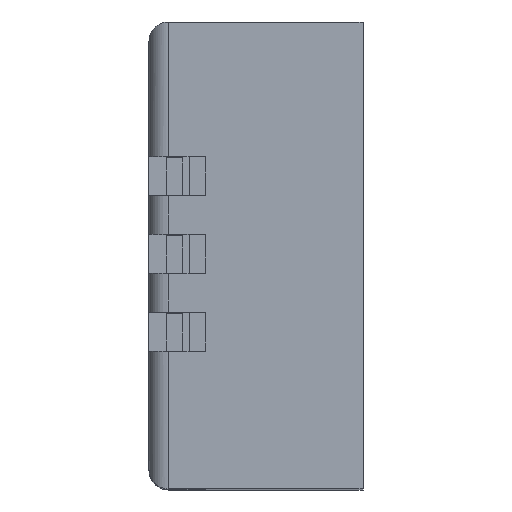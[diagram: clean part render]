
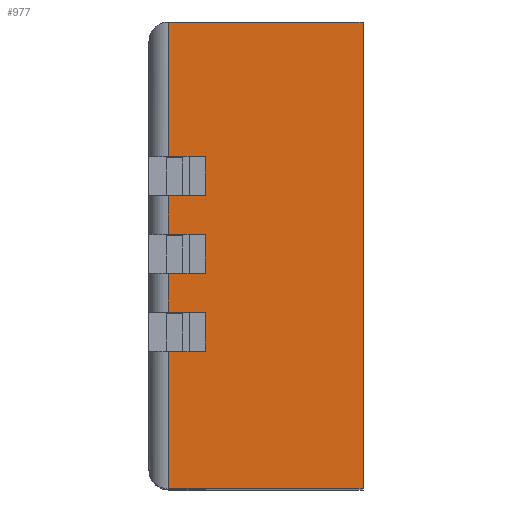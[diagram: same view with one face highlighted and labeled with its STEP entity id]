
A CAD part, top view. The second image highlights one B-rep face of the part: STEP entity #977.
In plain terms, the highlighted planar face has unit normal (0, 0, 1).
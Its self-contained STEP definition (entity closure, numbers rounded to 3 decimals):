
#343 = VERTEX_POINT('',#344);
#344 = CARTESIAN_POINT('',(-2.75,2.19,15.5));
#350 = EDGE_CURVE('',#343,#351,#353,.T.);
#351 = VERTEX_POINT('',#352);
#352 = CARTESIAN_POINT('',(2.25,2.19,15.5));
#353 = LINE('',#354,#355);
#354 = CARTESIAN_POINT('',(-3.25,2.19,15.5));
#355 = VECTOR('',#356,1.);
#356 = DIRECTION('',(1.,0.,0.));
#406 = EDGE_CURVE('',#351,#407,#409,.T.);
#407 = VERTEX_POINT('',#408);
#408 = CARTESIAN_POINT('',(2.25,-9.81,15.5));
#409 = LINE('',#410,#411);
#410 = CARTESIAN_POINT('',(2.25,2.19,15.5));
#411 = VECTOR('',#412,1.);
#412 = DIRECTION('',(0.,-1.,0.));
#439 = EDGE_CURVE('',#407,#440,#442,.T.);
#440 = VERTEX_POINT('',#441);
#441 = CARTESIAN_POINT('',(-2.75,-9.81,15.5));
#442 = LINE('',#443,#444);
#443 = CARTESIAN_POINT('',(2.25,-9.81,15.5));
#444 = VECTOR('',#445,1.);
#445 = DIRECTION('',(-1.,0.,0.));
#977 = ADVANCED_FACE('',(#978),#1133,.F.);
#978 = FACE_BOUND('',#979,.F.);
#979 = EDGE_LOOP('',(#980,#988,#989,#990,#991,#999,#1007,#1015,#1023,
    #1031,#1039,#1047,#1055,#1063,#1071,#1079,#1087,#1095,#1103,#1111,
    #1119,#1127));
#980 = ORIENTED_EDGE('',*,*,#981,.T.);
#981 = EDGE_CURVE('',#982,#343,#984,.T.);
#982 = VERTEX_POINT('',#983);
#983 = CARTESIAN_POINT('',(-2.75,-1.27,15.5));
#984 = LINE('',#985,#986);
#985 = CARTESIAN_POINT('',(-2.75,-9.81,15.5));
#986 = VECTOR('',#987,1.);
#987 = DIRECTION('',(0.,1.,0.));
#988 = ORIENTED_EDGE('',*,*,#350,.T.);
#989 = ORIENTED_EDGE('',*,*,#406,.T.);
#990 = ORIENTED_EDGE('',*,*,#439,.T.);
#991 = ORIENTED_EDGE('',*,*,#992,.T.);
#992 = EDGE_CURVE('',#440,#993,#995,.T.);
#993 = VERTEX_POINT('',#994);
#994 = CARTESIAN_POINT('',(-2.75,-6.27,15.5));
#995 = LINE('',#996,#997);
#996 = CARTESIAN_POINT('',(-2.75,-9.81,15.5));
#997 = VECTOR('',#998,1.);
#998 = DIRECTION('',(0.,1.,0.));
#999 = ORIENTED_EDGE('',*,*,#1000,.F.);
#1000 = EDGE_CURVE('',#1001,#993,#1003,.T.);
#1001 = VERTEX_POINT('',#1002);
#1002 = CARTESIAN_POINT('',(-2.3,-6.27,15.5));
#1003 = LINE('',#1004,#1005);
#1004 = CARTESIAN_POINT('',(-1.9,-6.27,15.5));
#1005 = VECTOR('',#1006,1.);
#1006 = DIRECTION('',(-1.,0.,0.));
#1007 = ORIENTED_EDGE('',*,*,#1008,.F.);
#1008 = EDGE_CURVE('',#1009,#1001,#1011,.T.);
#1009 = VERTEX_POINT('',#1010);
#1010 = CARTESIAN_POINT('',(-1.8,-6.27,15.5));
#1011 = LINE('',#1012,#1013);
#1012 = CARTESIAN_POINT('',(-1.65,-6.27,15.5));
#1013 = VECTOR('',#1014,1.);
#1014 = DIRECTION('',(-1.,0.,0.));
#1015 = ORIENTED_EDGE('',*,*,#1016,.F.);
#1016 = EDGE_CURVE('',#1017,#1009,#1019,.T.);
#1017 = VERTEX_POINT('',#1018);
#1018 = CARTESIAN_POINT('',(-1.8,-5.27,15.5));
#1019 = LINE('',#1020,#1021);
#1020 = CARTESIAN_POINT('',(-1.8,-4.54,15.5));
#1021 = VECTOR('',#1022,1.);
#1022 = DIRECTION('',(0.,-1.,0.));
#1023 = ORIENTED_EDGE('',*,*,#1024,.T.);
#1024 = EDGE_CURVE('',#1017,#1025,#1027,.T.);
#1025 = VERTEX_POINT('',#1026);
#1026 = CARTESIAN_POINT('',(-2.3,-5.27,15.5));
#1027 = LINE('',#1028,#1029);
#1028 = CARTESIAN_POINT('',(-1.65,-5.27,15.5));
#1029 = VECTOR('',#1030,1.);
#1030 = DIRECTION('',(-1.,0.,0.));
#1031 = ORIENTED_EDGE('',*,*,#1032,.T.);
#1032 = EDGE_CURVE('',#1025,#1033,#1035,.T.);
#1033 = VERTEX_POINT('',#1034);
#1034 = CARTESIAN_POINT('',(-2.75,-5.27,15.5));
#1035 = LINE('',#1036,#1037);
#1036 = CARTESIAN_POINT('',(-1.9,-5.27,15.5));
#1037 = VECTOR('',#1038,1.);
#1038 = DIRECTION('',(-1.,0.,0.));
#1039 = ORIENTED_EDGE('',*,*,#1040,.T.);
#1040 = EDGE_CURVE('',#1033,#1041,#1043,.T.);
#1041 = VERTEX_POINT('',#1042);
#1042 = CARTESIAN_POINT('',(-2.75,-4.27,15.5));
#1043 = LINE('',#1044,#1045);
#1044 = CARTESIAN_POINT('',(-2.75,-9.81,15.5));
#1045 = VECTOR('',#1046,1.);
#1046 = DIRECTION('',(0.,1.,0.));
#1047 = ORIENTED_EDGE('',*,*,#1048,.F.);
#1048 = EDGE_CURVE('',#1049,#1041,#1051,.T.);
#1049 = VERTEX_POINT('',#1050);
#1050 = CARTESIAN_POINT('',(-2.3,-4.27,15.5));
#1051 = LINE('',#1052,#1053);
#1052 = CARTESIAN_POINT('',(-1.9,-4.27,15.5));
#1053 = VECTOR('',#1054,1.);
#1054 = DIRECTION('',(-1.,0.,0.));
#1055 = ORIENTED_EDGE('',*,*,#1056,.F.);
#1056 = EDGE_CURVE('',#1057,#1049,#1059,.T.);
#1057 = VERTEX_POINT('',#1058);
#1058 = CARTESIAN_POINT('',(-1.8,-4.27,15.5));
#1059 = LINE('',#1060,#1061);
#1060 = CARTESIAN_POINT('',(-1.65,-4.27,15.5));
#1061 = VECTOR('',#1062,1.);
#1062 = DIRECTION('',(-1.,0.,0.));
#1063 = ORIENTED_EDGE('',*,*,#1064,.F.);
#1064 = EDGE_CURVE('',#1065,#1057,#1067,.T.);
#1065 = VERTEX_POINT('',#1066);
#1066 = CARTESIAN_POINT('',(-1.8,-3.27,15.5));
#1067 = LINE('',#1068,#1069);
#1068 = CARTESIAN_POINT('',(-1.8,-3.54,15.5));
#1069 = VECTOR('',#1070,1.);
#1070 = DIRECTION('',(0.,-1.,0.));
#1071 = ORIENTED_EDGE('',*,*,#1072,.T.);
#1072 = EDGE_CURVE('',#1065,#1073,#1075,.T.);
#1073 = VERTEX_POINT('',#1074);
#1074 = CARTESIAN_POINT('',(-2.3,-3.27,15.5));
#1075 = LINE('',#1076,#1077);
#1076 = CARTESIAN_POINT('',(-1.65,-3.27,15.5));
#1077 = VECTOR('',#1078,1.);
#1078 = DIRECTION('',(-1.,0.,0.));
#1079 = ORIENTED_EDGE('',*,*,#1080,.T.);
#1080 = EDGE_CURVE('',#1073,#1081,#1083,.T.);
#1081 = VERTEX_POINT('',#1082);
#1082 = CARTESIAN_POINT('',(-2.75,-3.27,15.5));
#1083 = LINE('',#1084,#1085);
#1084 = CARTESIAN_POINT('',(-1.9,-3.27,15.5));
#1085 = VECTOR('',#1086,1.);
#1086 = DIRECTION('',(-1.,0.,0.));
#1087 = ORIENTED_EDGE('',*,*,#1088,.T.);
#1088 = EDGE_CURVE('',#1081,#1089,#1091,.T.);
#1089 = VERTEX_POINT('',#1090);
#1090 = CARTESIAN_POINT('',(-2.75,-2.27,15.5));
#1091 = LINE('',#1092,#1093);
#1092 = CARTESIAN_POINT('',(-2.75,-9.81,15.5));
#1093 = VECTOR('',#1094,1.);
#1094 = DIRECTION('',(0.,1.,0.));
#1095 = ORIENTED_EDGE('',*,*,#1096,.F.);
#1096 = EDGE_CURVE('',#1097,#1089,#1099,.T.);
#1097 = VERTEX_POINT('',#1098);
#1098 = CARTESIAN_POINT('',(-2.3,-2.27,15.5));
#1099 = LINE('',#1100,#1101);
#1100 = CARTESIAN_POINT('',(-1.9,-2.27,15.5));
#1101 = VECTOR('',#1102,1.);
#1102 = DIRECTION('',(-1.,0.,0.));
#1103 = ORIENTED_EDGE('',*,*,#1104,.F.);
#1104 = EDGE_CURVE('',#1105,#1097,#1107,.T.);
#1105 = VERTEX_POINT('',#1106);
#1106 = CARTESIAN_POINT('',(-1.8,-2.27,15.5));
#1107 = LINE('',#1108,#1109);
#1108 = CARTESIAN_POINT('',(-1.65,-2.27,15.5));
#1109 = VECTOR('',#1110,1.);
#1110 = DIRECTION('',(-1.,0.,0.));
#1111 = ORIENTED_EDGE('',*,*,#1112,.F.);
#1112 = EDGE_CURVE('',#1113,#1105,#1115,.T.);
#1113 = VERTEX_POINT('',#1114);
#1114 = CARTESIAN_POINT('',(-1.8,-1.27,15.5));
#1115 = LINE('',#1116,#1117);
#1116 = CARTESIAN_POINT('',(-1.8,-2.54,15.5));
#1117 = VECTOR('',#1118,1.);
#1118 = DIRECTION('',(0.,-1.,0.));
#1119 = ORIENTED_EDGE('',*,*,#1120,.T.);
#1120 = EDGE_CURVE('',#1113,#1121,#1123,.T.);
#1121 = VERTEX_POINT('',#1122);
#1122 = CARTESIAN_POINT('',(-2.3,-1.27,15.5));
#1123 = LINE('',#1124,#1125);
#1124 = CARTESIAN_POINT('',(-1.65,-1.27,15.5));
#1125 = VECTOR('',#1126,1.);
#1126 = DIRECTION('',(-1.,0.,0.));
#1127 = ORIENTED_EDGE('',*,*,#1128,.T.);
#1128 = EDGE_CURVE('',#1121,#982,#1129,.T.);
#1129 = LINE('',#1130,#1131);
#1130 = CARTESIAN_POINT('',(-1.9,-1.27,15.5));
#1131 = VECTOR('',#1132,1.);
#1132 = DIRECTION('',(-1.,0.,0.));
#1133 = PLANE('',#1134);
#1134 = AXIS2_PLACEMENT_3D('',#1135,#1136,#1137);
#1135 = CARTESIAN_POINT('',(-0.5,-3.81,15.5));
#1136 = DIRECTION('',(0.,0.,-1.));
#1137 = DIRECTION('',(-1.,0.,0.));
